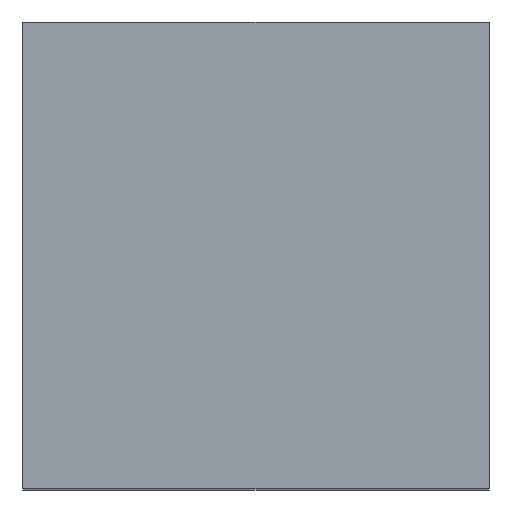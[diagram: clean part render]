
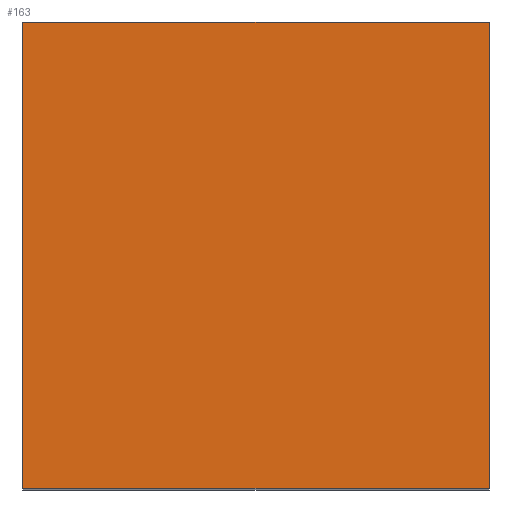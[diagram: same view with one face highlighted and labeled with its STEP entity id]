
A CAD part, top view. The second image highlights one B-rep face of the part: STEP entity #163.
In plain terms, the highlighted planar face has unit normal (0, 0, 1).
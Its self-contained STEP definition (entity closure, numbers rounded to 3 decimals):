
#23=VERTEX_POINT('',#24);
#24=CARTESIAN_POINT('',(-1.23,-2.5,12.6));
#28=ORIENTED_EDGE('',*,*,#29,.T.);
#29=EDGE_CURVE('',#23,#30,#32,.T.);
#30=VERTEX_POINT('',#31);
#31=CARTESIAN_POINT('',(3.77,-2.5,12.6));
#32=LINE('',#24,#33);
#33=VECTOR('',#34,1.);
#34=DIRECTION('',(1.,0.,0.));
#45=DIRECTION('',(0.,1.,0.));
#53=VERTEX_POINT('',#54);
#54=CARTESIAN_POINT('',(-1.23,2.5,12.6));
#56=ORIENTED_EDGE('',*,*,#57,.T.);
#57=EDGE_CURVE('',#53,#23,#58,.T.);
#58=LINE('',#54,#59);
#59=VECTOR('',#60,1.);
#60=DIRECTION('',(0.,-1.,0.));
#71=ORIENTED_EDGE('',*,*,#72,.T.);
#72=EDGE_CURVE('',#30,#73,#75,.T.);
#73=VERTEX_POINT('',#74);
#74=CARTESIAN_POINT('',(3.77,2.5,12.6));
#75=LINE('',#31,#76);
#76=VECTOR('',#45,1.);
#96=VECTOR('',#97,1.);
#97=DIRECTION('',(-1.,0.,0.));
#118=DIRECTION('',(0.,1.,0.));
#162=DIRECTION('',(0.,0.,1.));
#163=ADVANCED_FACE('',(#164),#169,.T.);
#164=FACE_BOUND('',#165,.T.);
#165=EDGE_LOOP('',(#28,#71,#166,#56));
#166=ORIENTED_EDGE('',*,*,#167,.T.);
#167=EDGE_CURVE('',#73,#53,#168,.T.);
#168=LINE('',#74,#96);
#169=PLANE('',#170);
#170=AXIS2_PLACEMENT_3D('',#171,#162,#118);
#171=CARTESIAN_POINT('',(1.27,0.,12.6));
